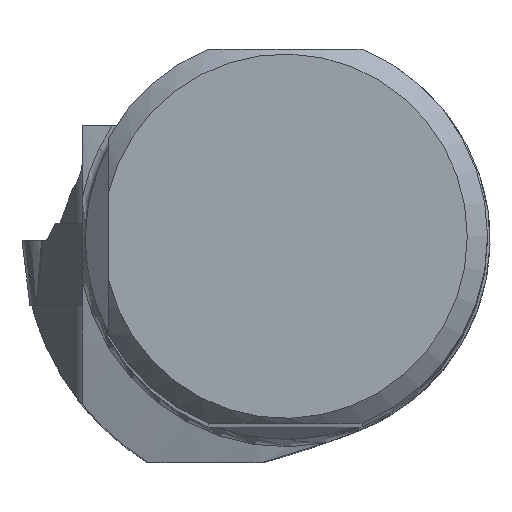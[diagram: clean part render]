
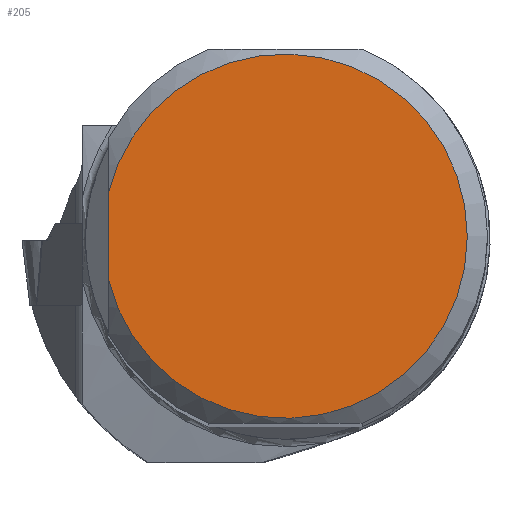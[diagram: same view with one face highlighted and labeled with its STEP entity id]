
A CAD part, top view. The second image highlights one B-rep face of the part: STEP entity #205.
In plain terms, the highlighted planar face has unit normal (0, 0, 1).
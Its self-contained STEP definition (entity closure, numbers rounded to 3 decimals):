
#171=CIRCLE('',#1772,18.);
#205=ADVANCED_FACE('TB_BL_N10_SU6',(#330),#281,.T.);
#281=PLANE('',#1773);
#330=FACE_OUTER_BOUND('',#413,.T.);
#413=EDGE_LOOP('',(#713,#714));
#713=ORIENTED_EDGE('',*,*,#1312,.T.);
#714=ORIENTED_EDGE('',*,*,#1313,.T.);
#1129=VERTEX_POINT('',#2512);
#1130=VERTEX_POINT('',#2513);
#1312=EDGE_CURVE('',#1129,#1130,#171,.T.);
#1313=EDGE_CURVE('',#1130,#1129,#1504,.T.);
#1504=LINE('',#2514,#1615);
#1615=VECTOR('',#2020,1.);
#1772=AXIS2_PLACEMENT_3D('',#2511,#2018,#2019);
#1773=AXIS2_PLACEMENT_3D('',#2515,#2021,#2022);
#2018=DIRECTION('',(0.,0.,1.));
#2019=DIRECTION('',(1.,0.,0.));
#2020=DIRECTION('',(0.,-1.,0.));
#2021=DIRECTION('',(0.,0.,1.));
#2022=DIRECTION('',(1.,0.,0.));
#2511=CARTESIAN_POINT('',(0.,0.,0.));
#2512=CARTESIAN_POINT('',(-17.511,-4.168,0.));
#2513=CARTESIAN_POINT('',(-17.511,4.168,0.));
#2514=CARTESIAN_POINT('',(-17.511,18.5,0.));
#2515=CARTESIAN_POINT('',(0.,0.,0.));
